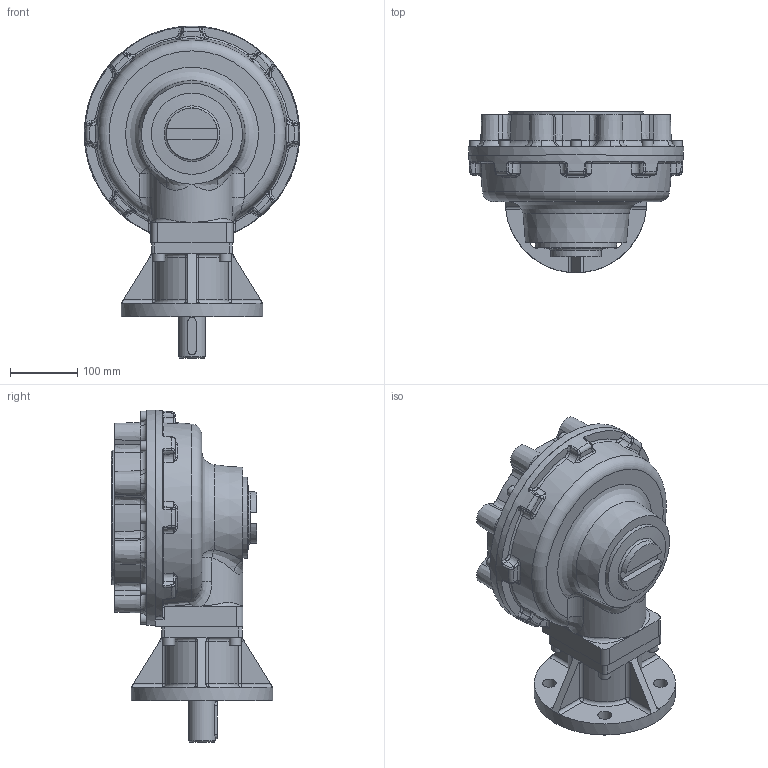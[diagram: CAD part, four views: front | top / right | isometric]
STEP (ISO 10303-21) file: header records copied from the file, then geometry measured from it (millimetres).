
FILE_DESCRIPTION(/* description */ ('Unknown'),/* implementation_level */ '2;1');
FILE_NAME(/* name */ 'PUBIB8-F16-F25_simplified',/* time_stamp */ '2015-12-10T08:42:52+00:00',/* author */ ('Unknown'),/* organization */ ('Unknown'),/* preprocessor_version */ 'ST-DEVELOPER v16',/* originating_system */ 'DEX',/* authorisation */ $);
FILE_SCHEMA (('AUTOMOTIVE_DESIGN {1 0 10303 214 3 1 1}'));
Length unit declared in the file: millimetre
Products named in the file (1): PUBIB8-F16-F25_simplified
Bounding box: 320 x 239.5 x 493.23 mm (x, y, z)
Surface area: 556333 mm2 (no closed solid volume)
Topology: 0 solids, 22 shells, 601 faces, 1568 edges, 946 vertices
Faces by surface type: plane 184, torus 115, bspline 101, cylinder 92, cone 75, sphere 34
Full cylindrical faces by diameter (mm): 8.376 x1, 13.835 x8, 16 x8, 18 x4, 20.5 x4, 40 x1, 50 x1, 90.15 x1, 120.65 x1, 130 x1, 199.95 x1, 210 x1, 219.95 x1, 320 x1
Entity records: 27295 total; most frequent: CARTESIAN_POINT 11062, DIRECTION 2744, ORIENTED_EDGE 2707, EDGE_CURVE 1410, AXIS2_PLACEMENT_3D 1157, VERTEX_POINT 915, FACE_BOUND 745, EDGE_LOOP 736
